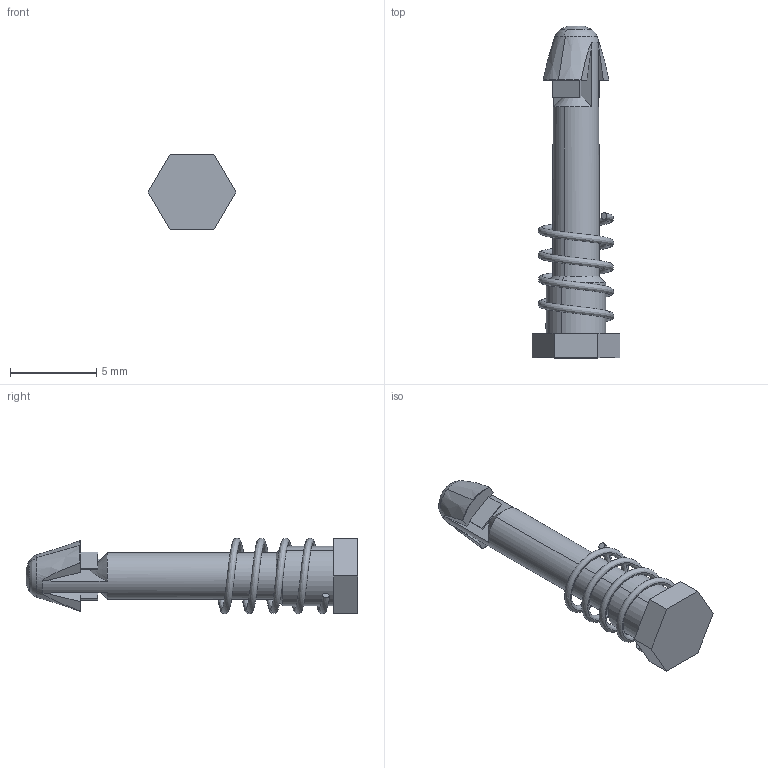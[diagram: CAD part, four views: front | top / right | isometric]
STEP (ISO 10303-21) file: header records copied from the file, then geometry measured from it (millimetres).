
FILE_DESCRIPTION (( 'STEP AP214' ), '1' );
FILE_NAME ('33629.STEP', '2018-09-10T14:32:01', ( 'admin' ), ( 'Microsoft' ), 'SwSTEP 2.0', 'SolidWorks 2015', '' );
FILE_SCHEMA (( 'AUTOMOTIVE_DESIGN' ));
Length unit declared in the file: millimetre
Products named in the file (3): 32429; 33626; 33629
Assembly tree (2 placements, depth 2):
  33629
    33626
    32429
Bounding box: 5.08 x 19.23 x 4.4 mm (x, y, z)
Volume: 138.1 mm3; surface area: 310.5 mm2
Topology: 2 solids, 2 shells, 62 faces, 162 edges, 105 vertices
Faces by surface type: plane 34, cone 10, cylinder 10, bspline 5, torus 3
Entity records: 3464 total; most frequent: CARTESIAN_POINT 1913, ORIENTED_EDGE 324, DIRECTION 275, EDGE_CURVE 162, VERTEX_POINT 105, AXIS2_PLACEMENT_3D 95, VECTOR 85, LINE 85
